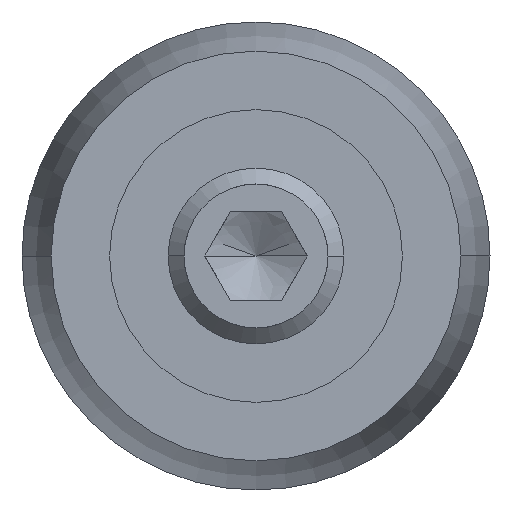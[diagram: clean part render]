
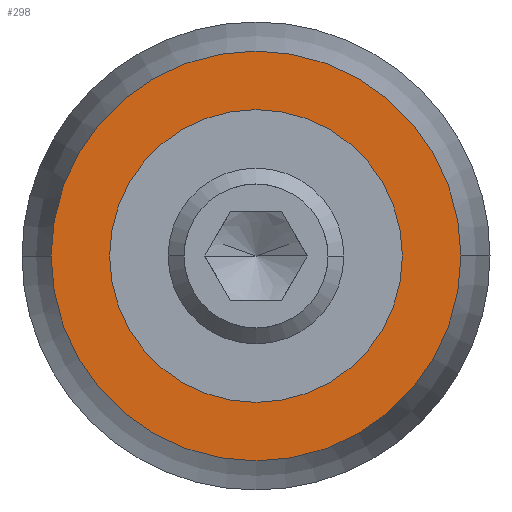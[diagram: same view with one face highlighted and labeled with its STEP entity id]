
A CAD part, left-side view. The second image highlights one B-rep face of the part: STEP entity #298.
In plain terms, the highlighted planar face has unit normal (-1, 0, 0).
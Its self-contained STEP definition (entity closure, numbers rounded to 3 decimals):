
#160=VERTEX_POINT('',#436);
#170=EDGE_CURVE('',#184,#254,#449,.T.);
#184=VERTEX_POINT('',#465);
#254=VERTEX_POINT('',#544);
#272=EDGE_CURVE('',#254,#184,#562,.T.);
#278=EDGE_CURVE('',#326,#160,#570,.T.);
#298=ADVANCED_FACE('',(#593,#594),#595,.T.);
#300=EDGE_CURVE('',#160,#326,#597,.T.);
#326=VERTEX_POINT('',#625);
#436=CARTESIAN_POINT('',(5.5,5.,0.));
#449=CIRCLE('',#754,7.);
#465=CARTESIAN_POINT('',(5.5,7.,0.));
#544=CARTESIAN_POINT('',(5.5,-7.,0.));
#562=CIRCLE('',#930,7.);
#570=CIRCLE('',#939,5.);
#593=FACE_OUTER_BOUND('',#978,.T.);
#594=FACE_BOUND('',#979,.T.);
#595=PLANE('',#980);
#597=CIRCLE('',#983,5.);
#625=CARTESIAN_POINT('',(5.5,-5.,0.));
#754=AXIS2_PLACEMENT_3D('',#1192,#1193,#1194);
#930=AXIS2_PLACEMENT_3D('',#1325,#1326,#1327);
#939=AXIS2_PLACEMENT_3D('',#1344,#1345,#1346);
#978=EDGE_LOOP('',(#1375,#1376));
#979=EDGE_LOOP('',(#1377,#1378));
#980=AXIS2_PLACEMENT_3D('',#1379,#1380,#1381);
#983=AXIS2_PLACEMENT_3D('',#1382,#1383,#1384);
#1192=CARTESIAN_POINT('',(5.5,0.,0.));
#1193=DIRECTION('',(1.0,0.0,-0.0));
#1194=DIRECTION('',(0.0,1.0,0.));
#1325=CARTESIAN_POINT('',(5.5,0.,0.));
#1326=DIRECTION('',(1.0,0.0,-0.0));
#1327=DIRECTION('',(0.0,1.0,0.));
#1344=CARTESIAN_POINT('',(5.5,0.,0.));
#1345=DIRECTION('',(1.0,0.0,-0.0));
#1346=DIRECTION('',(0.0,1.0,0.));
#1375=ORIENTED_EDGE('',*,*,#170,.F.);
#1376=ORIENTED_EDGE('',*,*,#272,.F.);
#1377=ORIENTED_EDGE('',*,*,#300,.T.);
#1378=ORIENTED_EDGE('',*,*,#278,.T.);
#1379=CARTESIAN_POINT('',(5.5,6.,0.));
#1380=DIRECTION('',(-1.0,0.0,0.0));
#1381=DIRECTION('',(0.0,-1.0,0.));
#1382=CARTESIAN_POINT('',(5.5,0.,0.));
#1383=DIRECTION('',(1.0,0.0,-0.0));
#1384=DIRECTION('',(0.0,1.0,0.));
